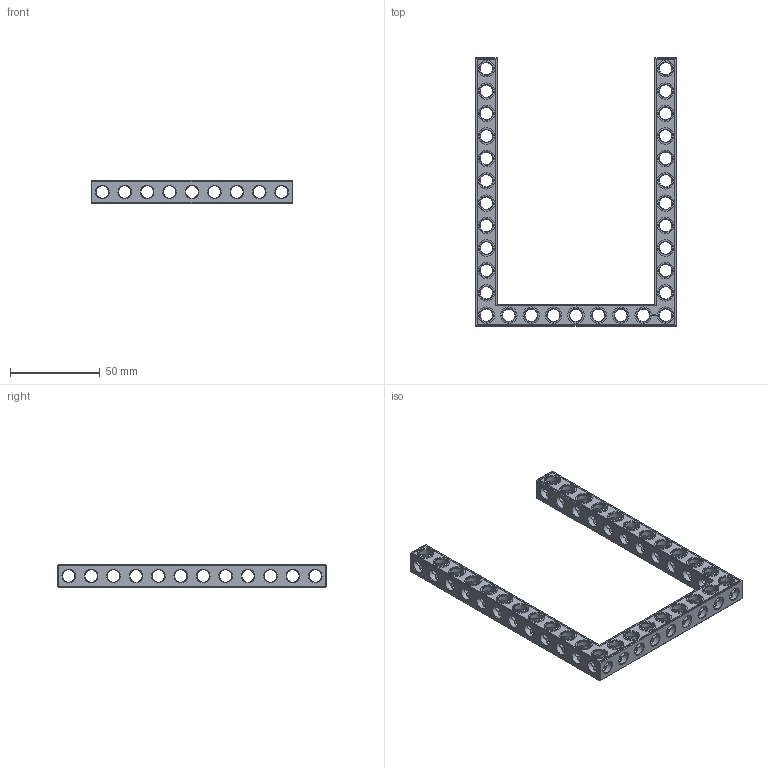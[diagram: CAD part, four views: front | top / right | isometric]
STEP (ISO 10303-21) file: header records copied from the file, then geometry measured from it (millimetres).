
FILE_DESCRIPTION(('FreeCAD Model'),'2;1');
FILE_NAME('Open CASCADE Shape Model','2022-02-25T10:09:10',('Author'),( ''),'Open CASCADE STEP processor 7.5','FreeCAD','Unknown');
FILE_SCHEMA(('AUTOMOTIVE_DESIGN { 1 0 10303 214 1 1 1 1 }'));
Products named in the file (1): Beam AGD ESS USH SYM BU09x12x01 - SPN-BEM-0433 (stemfie.org)
Bounding box: 112.5 x 150 x 12.5 mm (x, y, z)
Volume: 30293.5 mm3; surface area: 27086.7 mm2
Topology: 1 solids, 1 shells, 900 faces, 2710 edges, 1752 vertices
Faces by surface type: plane 417, cylinder 187, extrusion 170, cone 126
Full cylindrical faces by diameter (mm): 6.98 x26, 7 x130, 9.2 x31
Entity records: 182098 total; most frequent: CARTESIAN_POINT 131535, DIRECTION 8126, ORIENTED_EDGE 5420, PCURVE 5420, DEFINITIONAL_REPRESENTATION 5420, VECTOR 5287, LINE 5117, EDGE_CURVE 2710
